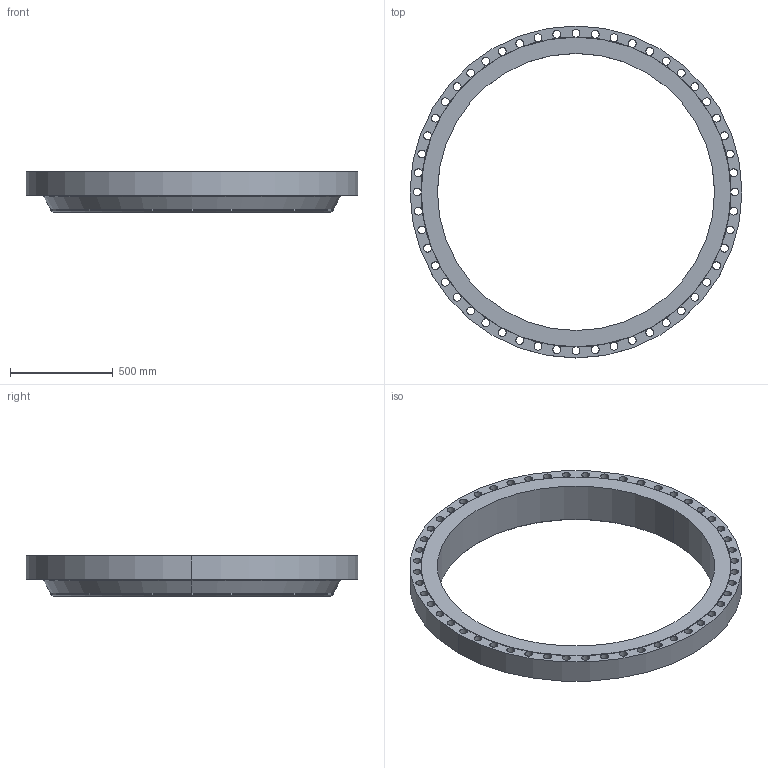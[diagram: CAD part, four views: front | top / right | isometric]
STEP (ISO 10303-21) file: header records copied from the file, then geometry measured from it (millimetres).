
FILE_DESCRIPTION (( 'STEP AP203' ), '1' );
FILE_NAME ('54_CL350_B161_RF_WNF_OB_XH.STEP', '2024-01-18T21:59:09', ( '' ), ( '' ), 'SwSTEP 2.0', 'SolidWorks 2023', '' );
FILE_SCHEMA (( 'CONFIG_CONTROL_DESIGN' ));
Length unit declared in the file: inch
Products named in the file (1): 54_CL350_B161_RF_WNF_OB_XH
Bounding box: 1612.9 x 1612.9 x 198.44 mm (x, y, z)
Volume: 74532408.9 mm3; surface area: 3466752.9 mm2
Topology: 1 solids, 1 shells, 122 faces, 448 edges, 278 vertices
Faces by surface type: cylinder 112, cone 4, plane 4, torus 2
Entity records: 5199 total; most frequent: DIRECTION 1026, ORIENTED_EDGE 896, CARTESIAN_POINT 849, AXIS2_PLACEMENT_3D 455, EDGE_CURVE 448, CIRCLE 332, VERTEX_POINT 278, EDGE_LOOP 178
